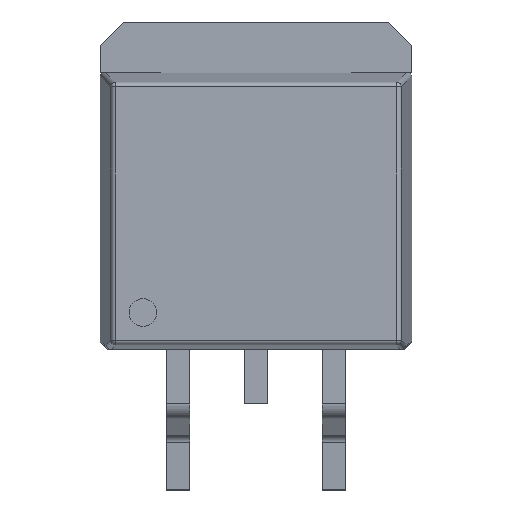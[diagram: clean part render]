
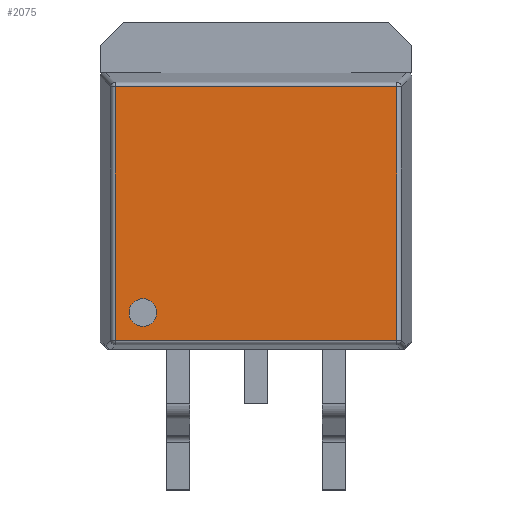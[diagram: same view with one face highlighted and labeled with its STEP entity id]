
A CAD part, top view. The second image highlights one B-rep face of the part: STEP entity #2075.
In plain terms, the highlighted planar face has unit normal (0, 0, 1).
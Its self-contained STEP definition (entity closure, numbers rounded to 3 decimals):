
#17 = VECTOR ( 'NONE', #3201, 1000. ) ;
#30 = CARTESIAN_POINT ( 'NONE',  ( 0., 0., 2.415 ) ) ;
#96 = CARTESIAN_POINT ( 'NONE',  ( -3.232, -3.315, 2.415 ) ) ;
#122 = CIRCLE ( 'NONE', #2553, 0.451 ) ;
#188 = CARTESIAN_POINT ( 'NONE',  ( 4.584, 4.173, 2.415 ) ) ;
#269 = DIRECTION ( 'NONE',  ( 1., 0., 0. ) ) ;
#394 = DIRECTION ( 'NONE',  ( 1., 0., 0. ) ) ;
#395 = EDGE_CURVE ( 'NONE', #3151, #2857, #2102, .T. ) ;
#473 = CARTESIAN_POINT ( 'NONE',  ( -3.682, -3.315, 2.415 ) ) ;
#475 = ORIENTED_EDGE ( 'NONE', *, *, #2389, .F. ) ;
#565 = PLANE ( 'NONE',  #1211 ) ;
#580 = LINE ( 'NONE', #869, #1499 ) ;
#640 = DIRECTION ( 'NONE',  ( 1., 0., 0. ) ) ;
#762 = EDGE_CURVE ( 'NONE', #2857, #2065, #3100, .T. ) ;
#869 = CARTESIAN_POINT ( 'NONE',  ( -4.584, -4.352, 2.415 ) ) ;
#874 = FACE_OUTER_BOUND ( 'NONE', #2061, .T. ) ;
#887 = ORIENTED_EDGE ( 'NONE', *, *, #2510, .F. ) ;
#917 = VERTEX_POINT ( 'NONE', #2192 ) ;
#1202 = DIRECTION ( 'NONE',  ( 0., 1., 0. ) ) ;
#1211 = AXIS2_PLACEMENT_3D ( 'NONE', #30, #3063, #640 ) ;
#1483 = VECTOR ( 'NONE', #394, 1000. ) ;
#1499 = VECTOR ( 'NONE', #1983, 1000. ) ;
#1516 = EDGE_CURVE ( 'NONE', #2109, #3151, #580, .T. ) ;
#1583 = VERTEX_POINT ( 'NONE', #96 ) ;
#1679 = CARTESIAN_POINT ( 'NONE',  ( -4.584, 4.038, 2.415 ) ) ;
#1856 = ORIENTED_EDGE ( 'NONE', *, *, #3131, .T. ) ;
#1860 = CARTESIAN_POINT ( 'NONE',  ( -4.719, 4.038, 2.415 ) ) ;
#1983 = DIRECTION ( 'NONE',  ( 0., -1., 0. ) ) ;
#2000 = ORIENTED_EDGE ( 'NONE', *, *, #395, .T. ) ;
#2061 = EDGE_LOOP ( 'NONE', ( #2330, #2000, #2604, #1856 ) ) ;
#2065 = VERTEX_POINT ( 'NONE', #2813 ) ;
#2075 = ADVANCED_FACE ( 'NONE', ( #2748, #874 ), #565, .T. ) ;
#2102 = LINE ( 'NONE', #2834, #1483 ) ;
#2109 = VERTEX_POINT ( 'NONE', #1679 ) ;
#2117 = CARTESIAN_POINT ( 'NONE',  ( 4.584, -4.217, 2.415 ) ) ;
#2123 = CIRCLE ( 'NONE', #2561, 0.451 ) ;
#2192 = CARTESIAN_POINT ( 'NONE',  ( -4.133, -3.315, 2.415 ) ) ;
#2330 = ORIENTED_EDGE ( 'NONE', *, *, #1516, .T. ) ;
#2369 = EDGE_LOOP ( 'NONE', ( #475, #887 ) ) ;
#2389 = EDGE_CURVE ( 'NONE', #1583, #917, #122, .T. ) ;
#2469 = VECTOR ( 'NONE', #1202, 1000. ) ;
#2510 = EDGE_CURVE ( 'NONE', #917, #1583, #2123, .T. ) ;
#2553 = AXIS2_PLACEMENT_3D ( 'NONE', #2855, #3057, #2585 ) ;
#2561 = AXIS2_PLACEMENT_3D ( 'NONE', #473, #2649, #269 ) ;
#2585 = DIRECTION ( 'NONE',  ( 1., 0., 0. ) ) ;
#2604 = ORIENTED_EDGE ( 'NONE', *, *, #762, .T. ) ;
#2649 = DIRECTION ( 'NONE',  ( 0., 0., 1. ) ) ;
#2748 = FACE_BOUND ( 'NONE', #2369, .T. ) ;
#2813 = CARTESIAN_POINT ( 'NONE',  ( 4.584, 4.038, 2.415 ) ) ;
#2834 = CARTESIAN_POINT ( 'NONE',  ( 4.719, -4.217, 2.415 ) ) ;
#2855 = CARTESIAN_POINT ( 'NONE',  ( -3.682, -3.315, 2.415 ) ) ;
#2857 = VERTEX_POINT ( 'NONE', #2117 ) ;
#2941 = CARTESIAN_POINT ( 'NONE',  ( -4.584, -4.217, 2.415 ) ) ;
#3057 = DIRECTION ( 'NONE',  ( 0., 0., 1. ) ) ;
#3063 = DIRECTION ( 'NONE',  ( 0., 0., 1. ) ) ;
#3100 = LINE ( 'NONE', #188, #2469 ) ;
#3131 = EDGE_CURVE ( 'NONE', #2065, #2109, #3185, .T. ) ;
#3151 = VERTEX_POINT ( 'NONE', #2941 ) ;
#3185 = LINE ( 'NONE', #1860, #17 ) ;
#3201 = DIRECTION ( 'NONE',  ( -1., 0., 0. ) ) ;
